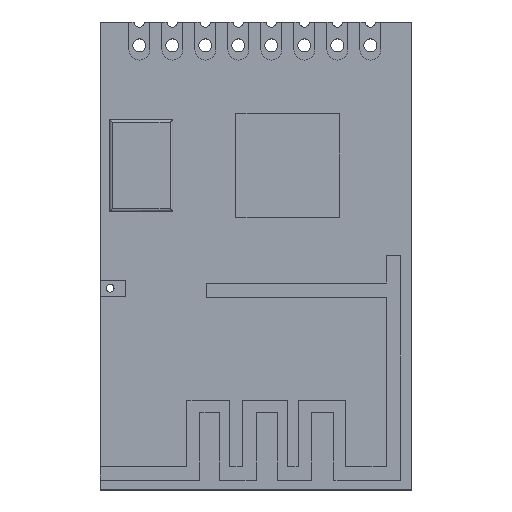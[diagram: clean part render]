
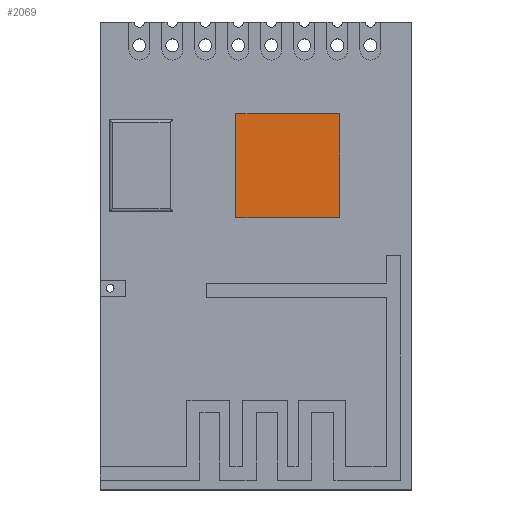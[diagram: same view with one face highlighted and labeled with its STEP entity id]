
A CAD part, top view. The second image highlights one B-rep face of the part: STEP entity #2069.
In plain terms, the highlighted planar face has unit normal (0, 0, 1).
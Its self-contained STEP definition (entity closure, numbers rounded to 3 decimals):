
#230 = VECTOR ( 'NONE', #4258, 1000. ) ;
#474 = VECTOR ( 'NONE', #2968, 1000. ) ;
#916 = VECTOR ( 'NONE', #4107, 1000. ) ;
#974 = EDGE_CURVE ( 'NONE', #3857, #1639, #994, .T. ) ;
#994 = LINE ( 'NONE', #1690, #916 ) ;
#1024 = CARTESIAN_POINT ( 'NONE',  ( 5.227, -3.524, 0.8 ) ) ;
#1229 = EDGE_CURVE ( 'NONE', #2471, #3857, #3498, .T. ) ;
#1463 = ORIENTED_EDGE ( 'NONE', *, *, #2353, .T. ) ;
#1477 = LINE ( 'NONE', #2850, #2201 ) ;
#1631 = CARTESIAN_POINT ( 'NONE',  ( 5.227, -7.524, 0.8 ) ) ;
#1639 = VERTEX_POINT ( 'NONE', #1631 ) ;
#1690 = CARTESIAN_POINT ( 'NONE',  ( 5.227, 0., 0.8 ) ) ;
#1938 = EDGE_CURVE ( 'NONE', #3350, #2471, #1477, .T. ) ;
#2023 = ORIENTED_EDGE ( 'NONE', *, *, #1229, .T. ) ;
#2069 = ADVANCED_FACE ( 'NONE', ( #3636 ), #3022, .T. ) ;
#2108 = CARTESIAN_POINT ( 'NONE',  ( 9.227, -7.524, 0.8 ) ) ;
#2201 = VECTOR ( 'NONE', #4239, 1000. ) ;
#2218 = CARTESIAN_POINT ( 'NONE',  ( 0., -7.524, 0.8 ) ) ;
#2228 = ORIENTED_EDGE ( 'NONE', *, *, #1938, .T. ) ;
#2268 = AXIS2_PLACEMENT_3D ( 'NONE', #4412, #3335, #3274 ) ;
#2353 = EDGE_CURVE ( 'NONE', #1639, #3350, #3595, .T. ) ;
#2455 = EDGE_LOOP ( 'NONE', ( #2749, #1463, #2228, #2023 ) ) ;
#2471 = VERTEX_POINT ( 'NONE', #4044 ) ;
#2493 = CARTESIAN_POINT ( 'NONE',  ( 0., -3.524, 0.8 ) ) ;
#2749 = ORIENTED_EDGE ( 'NONE', *, *, #974, .T. ) ;
#2850 = CARTESIAN_POINT ( 'NONE',  ( 9.227, 0., 0.8 ) ) ;
#2968 = DIRECTION ( 'NONE',  ( -1., 0., 0. ) ) ;
#3022 = PLANE ( 'NONE',  #2268 ) ;
#3274 = DIRECTION ( 'NONE',  ( 1., 0., 0. ) ) ;
#3335 = DIRECTION ( 'NONE',  ( 0., 0., 1. ) ) ;
#3350 = VERTEX_POINT ( 'NONE', #2108 ) ;
#3498 = LINE ( 'NONE', #2493, #474 ) ;
#3595 = LINE ( 'NONE', #2218, #230 ) ;
#3636 = FACE_OUTER_BOUND ( 'NONE', #2455, .T. ) ;
#3857 = VERTEX_POINT ( 'NONE', #1024 ) ;
#4044 = CARTESIAN_POINT ( 'NONE',  ( 9.227, -3.524, 0.8 ) ) ;
#4107 = DIRECTION ( 'NONE',  ( 0., -1., 0. ) ) ;
#4239 = DIRECTION ( 'NONE',  ( 0., 1., 0. ) ) ;
#4258 = DIRECTION ( 'NONE',  ( 1., 0., 0. ) ) ;
#4412 = CARTESIAN_POINT ( 'NONE',  ( 0., 0., 0.8 ) ) ;
